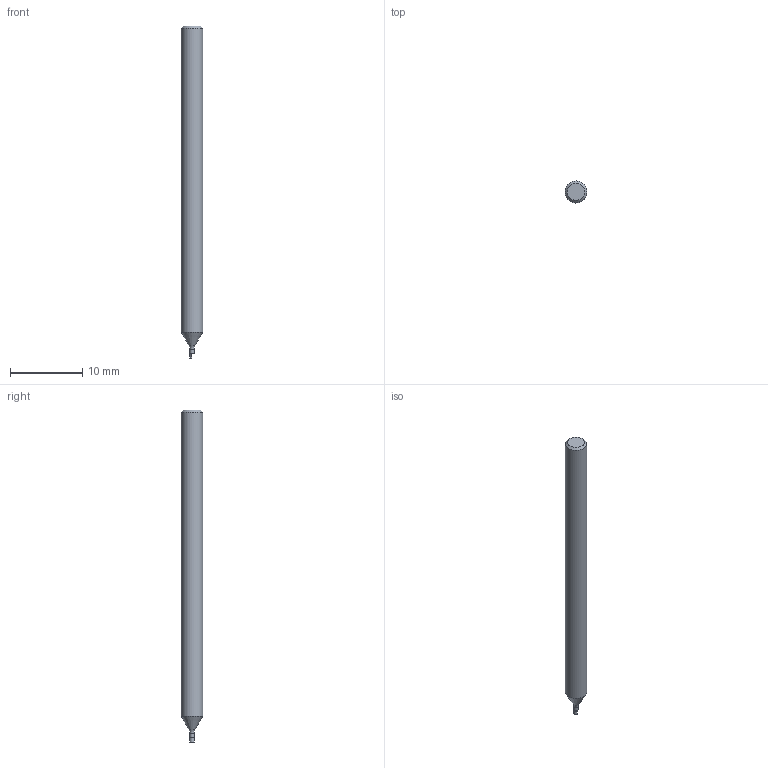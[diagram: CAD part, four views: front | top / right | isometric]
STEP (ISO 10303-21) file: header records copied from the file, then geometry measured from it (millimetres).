
FILE_DESCRIPTION (( 'STEP AP203' ), '1' );
FILE_NAME ('997957.step', '2021-12-03T14:05:24', ( '' ), ( '' ), 'SwSTEP 2.0', 'SolidWorks 2019', '' );
FILE_SCHEMA (( 'CONFIG_CONTROL_DESIGN' ));
Length unit declared in the file: millimetre
Products named in the file (1): 997957
Bounding box: 3 x 3 x 46 mm (x, y, z)
Volume: 305.8 mm3; surface area: 421.7 mm2
Topology: 2 solids, 2 shells, 11 faces, 17 edges, 10 vertices
Faces by surface type: plane 5, cone 3, cylinder 2, torus 1
Full cylindrical faces by diameter (mm): 0.558 x1, 3 x1
Entity records: 297 total; most frequent: DIRECTION 44, CARTESIAN_POINT 34, ORIENTED_EDGE 24, AXIS2_PLACEMENT_3D 20, EDGE_LOOP 16, FACE_OUTER_BOUND 14, EDGE_CURVE 12, ADVANCED_FACE 11
